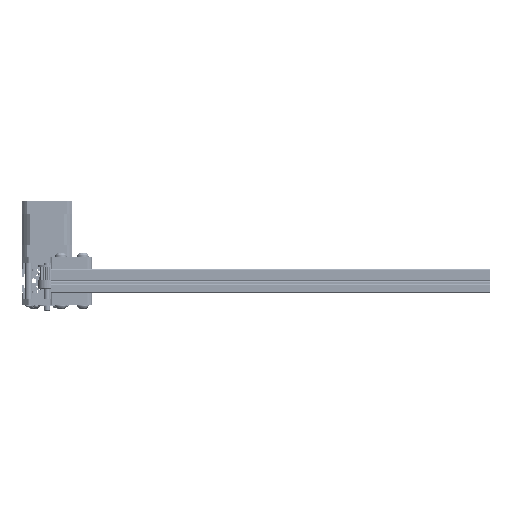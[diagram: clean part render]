
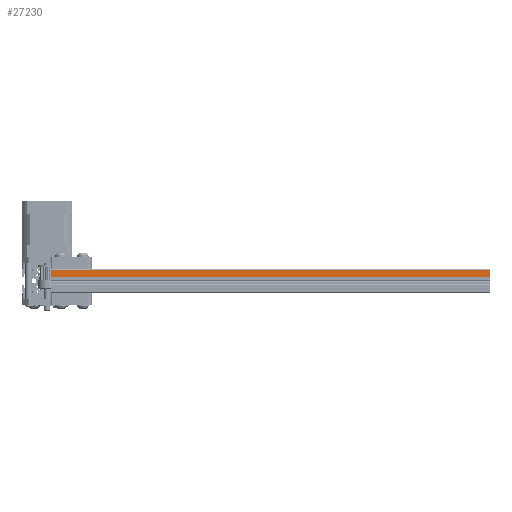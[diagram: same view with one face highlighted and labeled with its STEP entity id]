
A CAD part, left-side view. The second image highlights one B-rep face of the part: STEP entity #27230.
In plain terms, the highlighted face is planar.
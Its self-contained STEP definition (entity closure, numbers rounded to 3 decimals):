
#2325=PLANE('',#30797);
#3791=FACE_OUTER_BOUND('',#5531,.T.);
#5531=EDGE_LOOP('',(#25009,#25010,#25011,#25012));
#7706=LINE('',#49939,#9903);
#7707=LINE('',#49942,#9904);
#7708=LINE('',#49944,#9905);
#7709=LINE('',#49945,#9906);
#9903=VECTOR('',#39298,1000.);
#9904=VECTOR('',#39301,1000.);
#9905=VECTOR('',#39302,10.);
#9906=VECTOR('',#39303,1000.);
#13830=VERTEX_POINT('',#49935);
#13831=VERTEX_POINT('',#49937);
#13832=VERTEX_POINT('',#49941);
#13833=VERTEX_POINT('',#49943);
#17592=EDGE_CURVE('',#13831,#13830,#7706,.T.);
#17593=EDGE_CURVE('',#13830,#13832,#7707,.T.);
#17594=EDGE_CURVE('',#13831,#13833,#7708,.T.);
#17595=EDGE_CURVE('',#13833,#13832,#7709,.T.);
#25009=ORIENTED_EDGE('',*,*,#17593,.F.);
#25010=ORIENTED_EDGE('',*,*,#17592,.F.);
#25011=ORIENTED_EDGE('',*,*,#17594,.T.);
#25012=ORIENTED_EDGE('',*,*,#17595,.T.);
#27230=ADVANCED_FACE('',(#3791),#2325,.T.);
#30797=AXIS2_PLACEMENT_3D('',#49940,#39299,#39300);
#39298=DIRECTION('',(0.,0.,1.));
#39299=DIRECTION('center_axis',(0.,1.,0.));
#39300=DIRECTION('ref_axis',(0.,0.,1.));
#39301=DIRECTION('',(-1.,0.,0.));
#39302=DIRECTION('',(-1.,0.,0.));
#39303=DIRECTION('',(0.,0.,1.));
#49935=CARTESIAN_POINT('',(-3.,10.,20.));
#49937=CARTESIAN_POINT('',(-3.,10.,-350.));
#49939=CARTESIAN_POINT('',(-3.,10.,-200.));
#49940=CARTESIAN_POINT('Origin',(-3.,10.,-200.));
#49941=CARTESIAN_POINT('',(-9.,10.,20.));
#49942=CARTESIAN_POINT('',(-3.,10.,20.));
#49943=CARTESIAN_POINT('',(-9.,10.,-350.));
#49944=CARTESIAN_POINT('',(-6.,10.,-350.));
#49945=CARTESIAN_POINT('',(-9.,10.,-200.));
